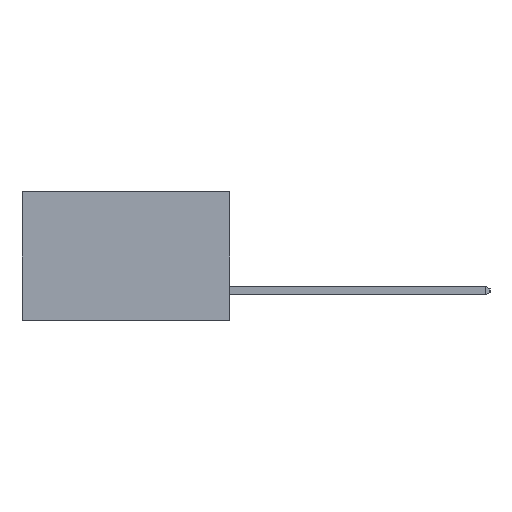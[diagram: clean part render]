
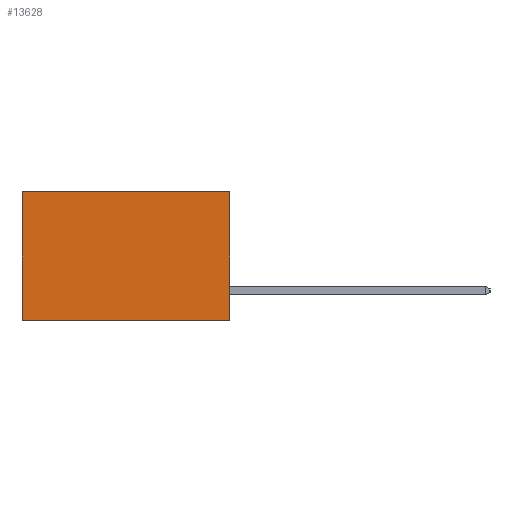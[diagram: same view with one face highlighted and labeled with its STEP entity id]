
A CAD part, left-side view. The second image highlights one B-rep face of the part: STEP entity #13628.
In plain terms, the highlighted planar face has unit normal (-1, 0, 0).
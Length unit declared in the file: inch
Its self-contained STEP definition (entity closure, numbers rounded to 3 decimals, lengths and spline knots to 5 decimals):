
#443 = CARTESIAN_POINT ( 'NONE',  ( 0.2615, 0.6, -0.37 ) ) ;
#950 = DIRECTION ( 'NONE',  ( 0., 1., 0. ) ) ;
#1979 = DIRECTION ( 'NONE',  ( 0., 1., 0. ) ) ;
#2018 = ORIENTED_EDGE ( 'NONE', *, *, #6170, .F. ) ;
#2415 = EDGE_CURVE ( 'NONE', #10720, #2880, #5289, .T. ) ;
#2880 = VERTEX_POINT ( 'NONE', #443 ) ;
#3765 = VECTOR ( 'NONE', #6249, 39.37008 ) ;
#3919 = CARTESIAN_POINT ( 'NONE',  ( 0.2615, 0.6, 0. ) ) ;
#4090 = CARTESIAN_POINT ( 'NONE',  ( 0.2615, 0., 0. ) ) ;
#4230 = CARTESIAN_POINT ( 'NONE',  ( 0.2615, 0., -0.37 ) ) ;
#4802 = FACE_OUTER_BOUND ( 'NONE', #10516, .T. ) ;
#5159 = CARTESIAN_POINT ( 'NONE',  ( 0.2615, 0., -0.37 ) ) ;
#5179 = VERTEX_POINT ( 'NONE', #12424 ) ;
#5289 = LINE ( 'NONE', #8423, #3765 ) ;
#5370 = ORIENTED_EDGE ( 'NONE', *, *, #6725, .T. ) ;
#6170 = EDGE_CURVE ( 'NONE', #12875, #5179, #9210, .T. ) ;
#6249 = DIRECTION ( 'NONE',  ( 0., 0., -1. ) ) ;
#6275 = DIRECTION ( 'NONE',  ( 0., 0., -1. ) ) ;
#6725 = EDGE_CURVE ( 'NONE', #12875, #10720, #12165, .T. ) ;
#7200 = CARTESIAN_POINT ( 'NONE',  ( 0.2615, 0., 0. ) ) ;
#7314 = PLANE ( 'NONE',  #11914 ) ;
#7496 = VECTOR ( 'NONE', #1979, 39.37008 ) ;
#7520 = DIRECTION ( 'NONE',  ( 0., 0., -1. ) ) ;
#8423 = CARTESIAN_POINT ( 'NONE',  ( 0.2615, 0.6, -0.37 ) ) ;
#8483 = DIRECTION ( 'NONE',  ( 1., 0., 0. ) ) ;
#9041 = VECTOR ( 'NONE', #7520, 39.37008 ) ;
#9210 = LINE ( 'NONE', #5159, #9041 ) ;
#9433 = CARTESIAN_POINT ( 'NONE',  ( 0.2615, 0., -0.37 ) ) ;
#10516 = EDGE_LOOP ( 'NONE', ( #10617, #10722, #2018, #5370 ) ) ;
#10617 = ORIENTED_EDGE ( 'NONE', *, *, #2415, .T. ) ;
#10647 = VECTOR ( 'NONE', #950, 39.37008 ) ;
#10720 = VERTEX_POINT ( 'NONE', #3919 ) ;
#10722 = ORIENTED_EDGE ( 'NONE', *, *, #13657, .F. ) ;
#11914 = AXIS2_PLACEMENT_3D ( 'NONE', #9433, #8483, #6275 ) ;
#12165 = LINE ( 'NONE', #4090, #10647 ) ;
#12344 = LINE ( 'NONE', #4230, #7496 ) ;
#12424 = CARTESIAN_POINT ( 'NONE',  ( 0.2615, 0., -0.37 ) ) ;
#12875 = VERTEX_POINT ( 'NONE', #7200 ) ;
#13628 = ADVANCED_FACE ( 'NONE', ( #4802 ), #7314, .F. ) ;
#13657 = EDGE_CURVE ( 'NONE', #5179, #2880, #12344, .T. ) ;
